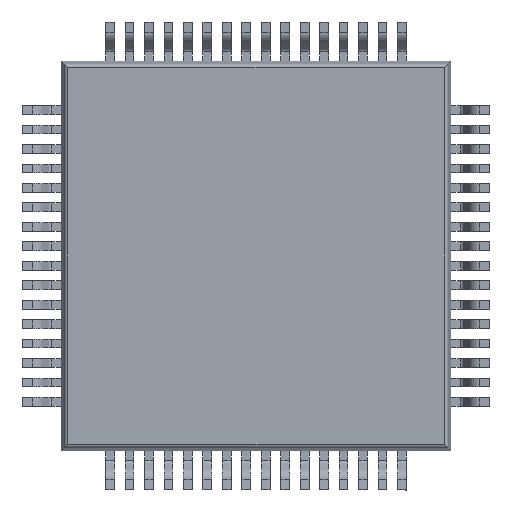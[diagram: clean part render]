
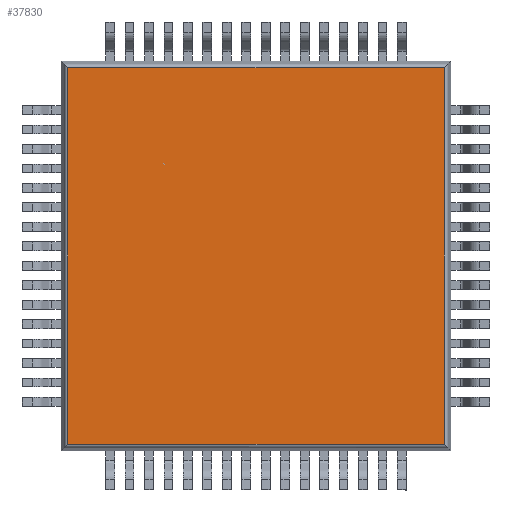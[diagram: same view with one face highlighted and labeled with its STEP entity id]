
A CAD part, front view. The second image highlights one B-rep face of the part: STEP entity #37830.
In plain terms, the highlighted planar face has unit normal (0, -1, 0).
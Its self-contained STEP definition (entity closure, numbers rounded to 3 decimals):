
#351 = PLANE ( 'NONE',  #10541 ) ;
#440 = DIRECTION ( 'NONE',  ( 1., 0., 0. ) ) ;
#956 = CARTESIAN_POINT ( 'NONE',  ( 4.834, 0.15, -4.834 ) ) ;
#6234 = EDGE_CURVE ( 'NONE', #27326, #14790, #25573, .T. ) ;
#7293 = LINE ( 'NONE', #23226, #15962 ) ;
#7796 = ORIENTED_EDGE ( 'NONE', *, *, #24074, .T. ) ;
#8734 = CARTESIAN_POINT ( 'NONE',  ( -4.834, 0.15, 4.834 ) ) ;
#10541 = AXIS2_PLACEMENT_3D ( 'NONE', #36251, #16743, #39497 ) ;
#12706 = CARTESIAN_POINT ( 'NONE',  ( 4.834, 0.15, -5. ) ) ;
#13553 = CARTESIAN_POINT ( 'NONE',  ( 4.834, 0.15, 4.834 ) ) ;
#14790 = VERTEX_POINT ( 'NONE', #29408 ) ;
#15962 = VECTOR ( 'NONE', #440, 1000. ) ;
#16001 = DIRECTION ( 'NONE',  ( 0., 0., 1. ) ) ;
#16743 = DIRECTION ( 'NONE',  ( 0., -1., 0. ) ) ;
#18794 = DIRECTION ( 'NONE',  ( 0., 0., -1. ) ) ;
#19212 = ORIENTED_EDGE ( 'NONE', *, *, #39411, .T. ) ;
#20945 = EDGE_CURVE ( 'NONE', #41857, #21010, #41556, .T. ) ;
#21010 = VERTEX_POINT ( 'NONE', #13553 ) ;
#22048 = CARTESIAN_POINT ( 'NONE',  ( -4.834, 0.15, -5. ) ) ;
#22472 = EDGE_LOOP ( 'NONE', ( #38458, #7796, #31859, #19212 ) ) ;
#23226 = CARTESIAN_POINT ( 'NONE',  ( -5., 0.15, -4.834 ) ) ;
#24074 = EDGE_CURVE ( 'NONE', #14790, #41857, #7293, .T. ) ;
#24573 = VECTOR ( 'NONE', #18794, 1000. ) ;
#25573 = LINE ( 'NONE', #22048, #24573 ) ;
#27326 = VERTEX_POINT ( 'NONE', #8734 ) ;
#29408 = CARTESIAN_POINT ( 'NONE',  ( -4.834, 0.15, -4.834 ) ) ;
#31859 = ORIENTED_EDGE ( 'NONE', *, *, #20945, .T. ) ;
#31903 = VECTOR ( 'NONE', #16001, 1000. ) ;
#32761 = LINE ( 'NONE', #34815, #41363 ) ;
#34815 = CARTESIAN_POINT ( 'NONE',  ( -5., 0.15, 4.834 ) ) ;
#36251 = CARTESIAN_POINT ( 'NONE',  ( -5., 0.15, -5. ) ) ;
#37830 = ADVANCED_FACE ( 'NONE', ( #39525 ), #351, .T. ) ;
#38246 = DIRECTION ( 'NONE',  ( -1., 0., 0. ) ) ;
#38458 = ORIENTED_EDGE ( 'NONE', *, *, #6234, .T. ) ;
#39411 = EDGE_CURVE ( 'NONE', #21010, #27326, #32761, .T. ) ;
#39497 = DIRECTION ( 'NONE',  ( 0., 0., -1. ) ) ;
#39525 = FACE_OUTER_BOUND ( 'NONE', #22472, .T. ) ;
#41363 = VECTOR ( 'NONE', #38246, 1000. ) ;
#41556 = LINE ( 'NONE', #12706, #31903 ) ;
#41857 = VERTEX_POINT ( 'NONE', #956 ) ;
